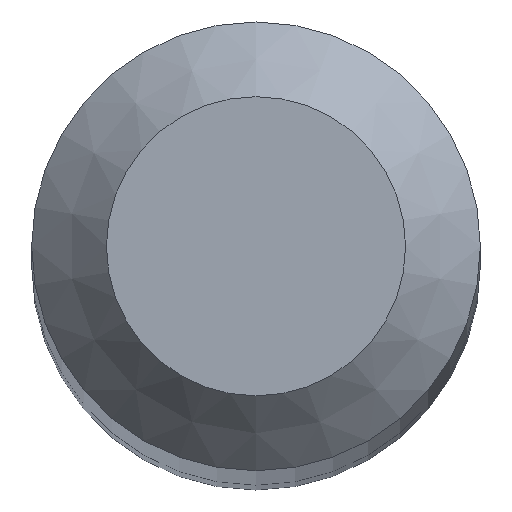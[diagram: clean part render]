
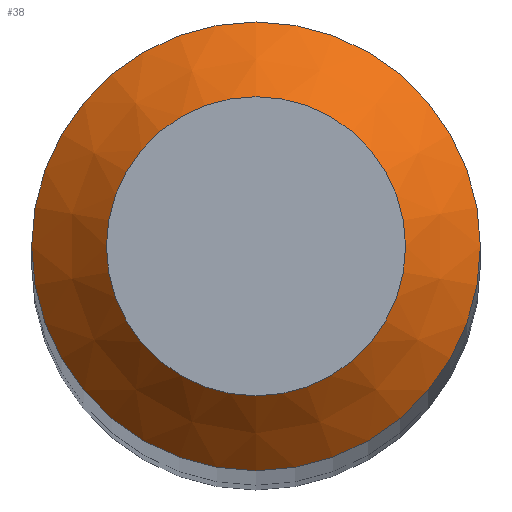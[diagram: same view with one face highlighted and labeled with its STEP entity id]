
A CAD part, top view. The second image highlights one B-rep face of the part: STEP entity #38.
In plain terms, the highlighted conical face has half-angle 45 degrees and reference radius 0.4 mm.
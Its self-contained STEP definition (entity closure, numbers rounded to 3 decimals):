
#1 = FACE_OUTER_BOUND ( 'NONE', #178, .T. ) ;
#5 = DIRECTION ( 'NONE',  ( 0., 1., 0. ) ) ;
#6 = CARTESIAN_POINT ( 'NONE',  ( 0., 0.4, 30. ) ) ;
#10 = ORIENTED_EDGE ( 'NONE', *, *, #121, .T. ) ;
#15 = CIRCLE ( 'NONE', #87, 0.4 ) ;
#38 = ADVANCED_FACE ( 'NONE', ( #1, #132 ), #134, .T. ) ;
#60 = CARTESIAN_POINT ( 'NONE',  ( 0., 0., 30. ) ) ;
#61 = EDGE_LOOP ( 'NONE', ( #10 ) ) ;
#69 = CIRCLE ( 'NONE', #157, 0.6 ) ;
#74 = EDGE_CURVE ( 'NONE', #160, #160, #69, .T. ) ;
#83 = AXIS2_PLACEMENT_3D ( 'NONE', #60, #128, #147 ) ;
#84 = CARTESIAN_POINT ( 'NONE',  ( 0., 0.6, 29.8 ) ) ;
#87 = AXIS2_PLACEMENT_3D ( 'NONE', #179, #192, #5 ) ;
#115 = DIRECTION ( 'NONE',  ( 0., 0., -1. ) ) ;
#121 = EDGE_CURVE ( 'NONE', #165, #165, #15, .T. ) ;
#128 = DIRECTION ( 'NONE',  ( 0., 0., -1. ) ) ;
#131 = CARTESIAN_POINT ( 'NONE',  ( 0., 0., 29.8 ) ) ;
#132 = FACE_BOUND ( 'NONE', #61, .T. ) ;
#134 = CONICAL_SURFACE ( 'NONE', #83, 0.4, 0.785 ) ;
#147 = DIRECTION ( 'NONE',  ( 0., 1., 0. ) ) ;
#157 = AXIS2_PLACEMENT_3D ( 'NONE', #131, #115, #187 ) ;
#160 = VERTEX_POINT ( 'NONE', #84 ) ;
#165 = VERTEX_POINT ( 'NONE', #6 ) ;
#175 = ORIENTED_EDGE ( 'NONE', *, *, #74, .F. ) ;
#178 = EDGE_LOOP ( 'NONE', ( #175 ) ) ;
#179 = CARTESIAN_POINT ( 'NONE',  ( 0., 0., 30. ) ) ;
#187 = DIRECTION ( 'NONE',  ( 0., 1., 0. ) ) ;
#192 = DIRECTION ( 'NONE',  ( 0., 0., -1. ) ) ;
